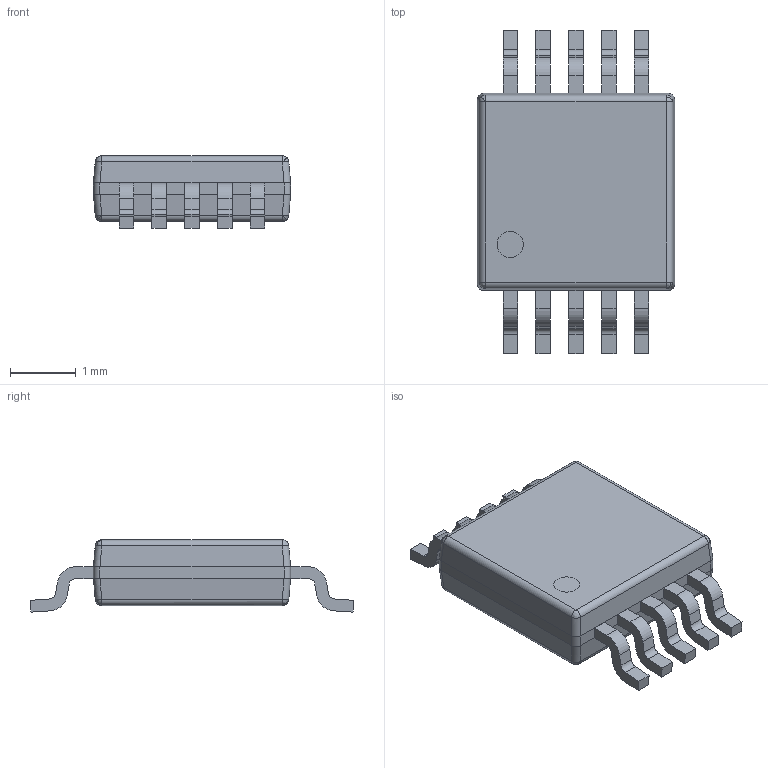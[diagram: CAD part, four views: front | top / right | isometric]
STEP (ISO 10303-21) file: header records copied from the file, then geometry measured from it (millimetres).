
FILE_DESCRIPTION(('FreeCAD Model'),'2;1');
FILE_NAME('VSSOP-10.step', '2018-05-28T13:44:44',('kicad StepUp'),('ksu MCAD'), 'Open CASCADE STEP processor 7.2','FreeCAD','Unknown');
FILE_SCHEMA(('AUTOMOTIVE_DESIGN_CC2 { 1 2 10303 214 -1 1 5 4 }'));
Length unit declared in the file: millimetre
Products named in the file (1): VSSOP-10
Bounding box: 3 x 4.93 x 1.1 mm (x, y, z)
Volume: 9.3 mm3; surface area: 38.2 mm2
Topology: 1 solids, 1 shells, 184 faces, 482 edges, 297 vertices
Faces by surface type: plane 105, cylinder 64, bspline 15
Entity records: 6962 total; most frequent: CARTESIAN_POINT 1211, ORIENTED_EDGE 936, DIRECTION 920, EDGE_CURVE 468, LINE 332, VECTOR 332, VERTEX_POINT 297, AXIS2_PLACEMENT_3D 294
